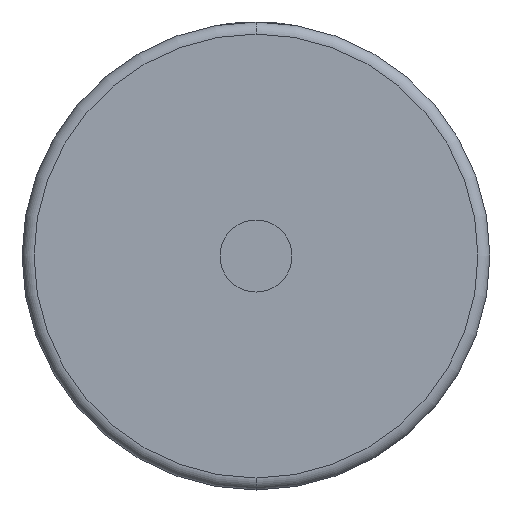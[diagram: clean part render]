
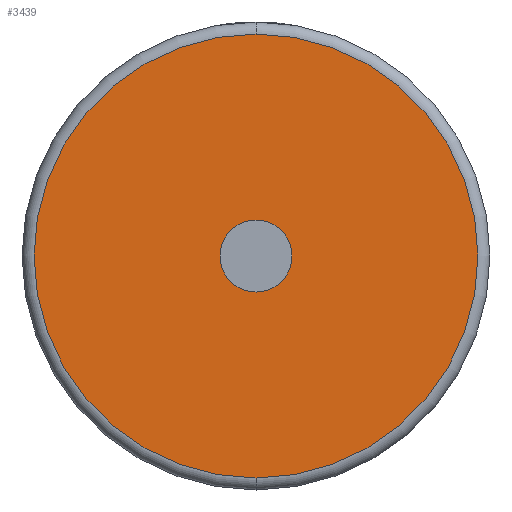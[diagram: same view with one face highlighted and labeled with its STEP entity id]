
A CAD part, front view. The second image highlights one B-rep face of the part: STEP entity #3439.
In plain terms, the highlighted planar face has unit normal (0, -1, 0).
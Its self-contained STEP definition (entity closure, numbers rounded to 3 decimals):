
#137 = CIRCLE ( 'NONE', #660, 37. ) ;
#178 = DIRECTION ( 'NONE',  ( 0., 0., 1. ) ) ;
#185 = FACE_OUTER_BOUND ( 'NONE', #1177, .T. ) ;
#303 = CIRCLE ( 'NONE', #1786, 37. ) ;
#365 = VERTEX_POINT ( 'NONE', #1975 ) ;
#418 = CIRCLE ( 'NONE', #3537, 6. ) ;
#428 = EDGE_CURVE ( 'NONE', #596, #965, #303, .T. ) ;
#596 = VERTEX_POINT ( 'NONE', #1853 ) ;
#660 = AXIS2_PLACEMENT_3D ( 'NONE', #2504, #2774, #1347 ) ;
#770 = DIRECTION ( 'NONE',  ( 0., -1., 0. ) ) ;
#965 = VERTEX_POINT ( 'NONE', #2441 ) ;
#1005 = DIRECTION ( 'NONE',  ( 0., -1., 0. ) ) ;
#1057 = DIRECTION ( 'NONE',  ( 0., 0., 1. ) ) ;
#1153 = DIRECTION ( 'NONE',  ( 0., 1., 0. ) ) ;
#1177 = EDGE_LOOP ( 'NONE', ( #1924, #2840 ) ) ;
#1229 = DIRECTION ( 'NONE',  ( 0., -1., 0. ) ) ;
#1347 = DIRECTION ( 'NONE',  ( 0., 0., 1. ) ) ;
#1393 = PLANE ( 'NONE',  #1821 ) ;
#1489 = VERTEX_POINT ( 'NONE', #3110 ) ;
#1786 = AXIS2_PLACEMENT_3D ( 'NONE', #2972, #1229, #2631 ) ;
#1797 = FACE_BOUND ( 'NONE', #3209, .T. ) ;
#1821 = AXIS2_PLACEMENT_3D ( 'NONE', #3422, #1153, #2875 ) ;
#1853 = CARTESIAN_POINT ( 'NONE',  ( 0., 0., -37. ) ) ;
#1924 = ORIENTED_EDGE ( 'NONE', *, *, #2179, .T. ) ;
#1975 = CARTESIAN_POINT ( 'NONE',  ( 0., 0., 6. ) ) ;
#2179 = EDGE_CURVE ( 'NONE', #965, #596, #137, .T. ) ;
#2418 = CARTESIAN_POINT ( 'NONE',  ( 0., 0., 0. ) ) ;
#2441 = CARTESIAN_POINT ( 'NONE',  ( 0., 0., 37. ) ) ;
#2504 = CARTESIAN_POINT ( 'NONE',  ( 0., 0., 0. ) ) ;
#2631 = DIRECTION ( 'NONE',  ( 0., 0., 1. ) ) ;
#2695 = CIRCLE ( 'NONE', #3007, 6. ) ;
#2774 = DIRECTION ( 'NONE',  ( 0., -1., 0. ) ) ;
#2840 = ORIENTED_EDGE ( 'NONE', *, *, #428, .T. ) ;
#2875 = DIRECTION ( 'NONE',  ( 0., 0., 1. ) ) ;
#2883 = ORIENTED_EDGE ( 'NONE', *, *, #3489, .F. ) ;
#2972 = CARTESIAN_POINT ( 'NONE',  ( 0., 0., 0. ) ) ;
#3007 = AXIS2_PLACEMENT_3D ( 'NONE', #3369, #770, #1057 ) ;
#3110 = CARTESIAN_POINT ( 'NONE',  ( 0., 0., -6. ) ) ;
#3209 = EDGE_LOOP ( 'NONE', ( #2883, #3535 ) ) ;
#3369 = CARTESIAN_POINT ( 'NONE',  ( 0., 0., 0. ) ) ;
#3422 = CARTESIAN_POINT ( 'NONE',  ( 0., 0., 0. ) ) ;
#3439 = ADVANCED_FACE ( 'NONE', ( #185, #1797 ), #1393, .F. ) ;
#3489 = EDGE_CURVE ( 'NONE', #365, #1489, #418, .T. ) ;
#3535 = ORIENTED_EDGE ( 'NONE', *, *, #3541, .F. ) ;
#3537 = AXIS2_PLACEMENT_3D ( 'NONE', #2418, #1005, #178 ) ;
#3541 = EDGE_CURVE ( 'NONE', #1489, #365, #2695, .T. ) ;
